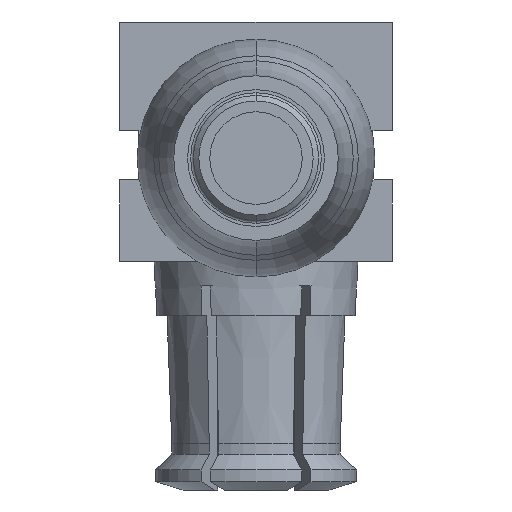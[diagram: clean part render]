
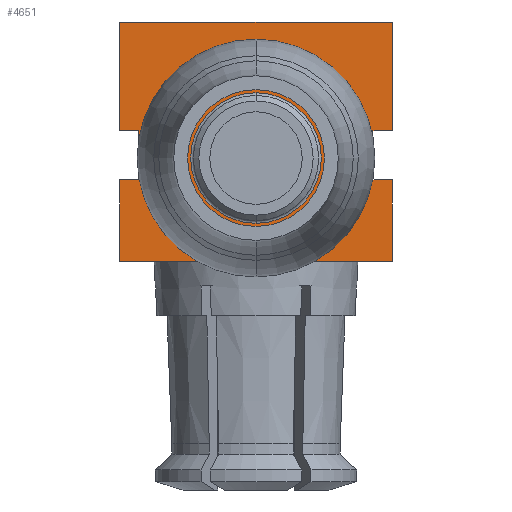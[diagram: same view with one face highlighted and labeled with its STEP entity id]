
A CAD part, front view. The second image highlights one B-rep face of the part: STEP entity #4651.
In plain terms, the highlighted planar face has unit normal (0, -1, 0).
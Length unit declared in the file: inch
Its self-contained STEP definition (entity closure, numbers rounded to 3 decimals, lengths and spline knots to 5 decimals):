
#10 = CARTESIAN_POINT ( 'NONE',  ( 0.08465, -0.09843, 0.01969 ) ) ;
#63 = EDGE_CURVE ( 'NONE', #1516, #3844, #2203, .T. ) ;
#123 = CARTESIAN_POINT ( 'NONE',  ( 0.08465, -0.09843, 0.01969 ) ) ;
#167 = VECTOR ( 'NONE', #3095, 39.37008 ) ;
#170 = ORIENTED_EDGE ( 'NONE', *, *, #1300, .F. ) ;
#194 = ORIENTED_EDGE ( 'NONE', *, *, #63, .F. ) ;
#222 = AXIS2_PLACEMENT_3D ( 'NONE', #3710, #2165, #4857 ) ;
#267 = VERTEX_POINT ( 'NONE', #2312 ) ;
#269 = VERTEX_POINT ( 'NONE', #1538 ) ;
#312 = EDGE_LOOP ( 'NONE', ( #170, #676, #466, #194, #4135, #3308, #2635, #1940, #2791, #2008, #1014, #1059 ) ) ;
#321 = CARTESIAN_POINT ( 'NONE',  ( 0.09843, -0.09843, -0.0748 ) ) ;
#333 = VECTOR ( 'NONE', #1311, 39.37008 ) ;
#443 = FACE_BOUND ( 'NONE', #3589, .T. ) ;
#466 = ORIENTED_EDGE ( 'NONE', *, *, #1728, .F. ) ;
#472 = AXIS2_PLACEMENT_3D ( 'NONE', #3199, #866, #3588 ) ;
#508 = VERTEX_POINT ( 'NONE', #4416 ) ;
#529 = VECTOR ( 'NONE', #4474, 39.37008 ) ;
#540 = CARTESIAN_POINT ( 'NONE',  ( -0.09843, -0.09843, 0.09843 ) ) ;
#551 = CARTESIAN_POINT ( 'NONE',  ( 0.09843, -0.09843, 0.09843 ) ) ;
#589 = PLANE ( 'NONE',  #222 ) ;
#676 = ORIENTED_EDGE ( 'NONE', *, *, #787, .F. ) ;
#720 = VECTOR ( 'NONE', #4896, 39.37008 ) ;
#748 = VERTEX_POINT ( 'NONE', #1068 ) ;
#775 = CARTESIAN_POINT ( 'NONE',  ( -0.09843, -0.09843, 0.01969 ) ) ;
#783 = CARTESIAN_POINT ( 'NONE',  ( -0.08465, -0.09843, 0.01969 ) ) ;
#785 = CARTESIAN_POINT ( 'NONE',  ( 0.09843, -0.09843, 0.01969 ) ) ;
#787 = EDGE_CURVE ( 'NONE', #4150, #267, #1324, .T. ) ;
#839 = VECTOR ( 'NONE', #2304, 39.37008 ) ;
#866 = DIRECTION ( 'NONE',  ( 0., 1., 0. ) ) ;
#910 = CARTESIAN_POINT ( 'NONE',  ( -0.08465, -0.09843, -0.01575 ) ) ;
#1014 = ORIENTED_EDGE ( 'NONE', *, *, #2393, .F. ) ;
#1023 = EDGE_CURVE ( 'NONE', #3792, #1516, #3399, .T. ) ;
#1045 = EDGE_CURVE ( 'NONE', #2665, #748, #4421, .T. ) ;
#1059 = ORIENTED_EDGE ( 'NONE', *, *, #2201, .F. ) ;
#1063 = VERTEX_POINT ( 'NONE', #4040 ) ;
#1068 = CARTESIAN_POINT ( 'NONE',  ( 0., -0.09843, 0.04724 ) ) ;
#1136 = EDGE_CURVE ( 'NONE', #269, #2842, #4713, .T. ) ;
#1300 = EDGE_CURVE ( 'NONE', #267, #508, #4282, .T. ) ;
#1311 = DIRECTION ( 'NONE',  ( 1., 0., 0. ) ) ;
#1324 = LINE ( 'NONE', #321, #839 ) ;
#1367 = CARTESIAN_POINT ( 'NONE',  ( 0., -0.09843, 0. ) ) ;
#1400 = DIRECTION ( 'NONE',  ( 0., 1., 0. ) ) ;
#1401 = EDGE_CURVE ( 'NONE', #2842, #3660, #1566, .T. ) ;
#1442 = VECTOR ( 'NONE', #4087, 39.37008 ) ;
#1508 = CARTESIAN_POINT ( 'NONE',  ( -0.09843, -0.09843, 0.01969 ) ) ;
#1516 = VERTEX_POINT ( 'NONE', #2790 ) ;
#1538 = CARTESIAN_POINT ( 'NONE',  ( -0.08465, -0.09843, 0.01969 ) ) ;
#1566 = LINE ( 'NONE', #1508, #1996 ) ;
#1721 = CARTESIAN_POINT ( 'NONE',  ( -0.09843, -0.09843, 0.01969 ) ) ;
#1728 = EDGE_CURVE ( 'NONE', #3844, #4150, #2066, .T. ) ;
#1896 = EDGE_CURVE ( 'NONE', #4898, #1063, #2548, .T. ) ;
#1940 = ORIENTED_EDGE ( 'NONE', *, *, #3980, .F. ) ;
#1996 = VECTOR ( 'NONE', #4194, 39.37008 ) ;
#2008 = ORIENTED_EDGE ( 'NONE', *, *, #1136, .F. ) ;
#2066 = LINE ( 'NONE', #3298, #529 ) ;
#2165 = DIRECTION ( 'NONE',  ( 0., 1., 0. ) ) ;
#2201 = EDGE_CURVE ( 'NONE', #508, #4716, #4333, .T. ) ;
#2203 = LINE ( 'NONE', #4502, #720 ) ;
#2224 = DIRECTION ( 'NONE',  ( -1., 0., 0. ) ) ;
#2251 = CARTESIAN_POINT ( 'NONE',  ( -0.09843, -0.09843, -0.09843 ) ) ;
#2253 = CARTESIAN_POINT ( 'NONE',  ( 0.09843, -0.09843, 0.01969 ) ) ;
#2304 = DIRECTION ( 'NONE',  ( -1., 0., 0. ) ) ;
#2312 = CARTESIAN_POINT ( 'NONE',  ( -0.09843, -0.09843, -0.0748 ) ) ;
#2332 = CARTESIAN_POINT ( 'NONE',  ( 0.09843, -0.09843, -0.01575 ) ) ;
#2366 = VECTOR ( 'NONE', #3964, 39.37008 ) ;
#2393 = EDGE_CURVE ( 'NONE', #4716, #269, #3626, .T. ) ;
#2548 = LINE ( 'NONE', #785, #4277 ) ;
#2635 = ORIENTED_EDGE ( 'NONE', *, *, #1896, .F. ) ;
#2665 = VERTEX_POINT ( 'NONE', #2896 ) ;
#2732 = DIRECTION ( 'NONE',  ( 0., 0., -1. ) ) ;
#2790 = CARTESIAN_POINT ( 'NONE',  ( 0.08465, -0.09843, -0.01575 ) ) ;
#2791 = ORIENTED_EDGE ( 'NONE', *, *, #1401, .F. ) ;
#2842 = VERTEX_POINT ( 'NONE', #775 ) ;
#2896 = CARTESIAN_POINT ( 'NONE',  ( 0., -0.09843, -0.04724 ) ) ;
#2963 = CARTESIAN_POINT ( 'NONE',  ( 0.09843, -0.09843, -0.0748 ) ) ;
#3015 = VECTOR ( 'NONE', #4672, 39.37008 ) ;
#3095 = DIRECTION ( 'NONE',  ( 0., 0., 1. ) ) ;
#3199 = CARTESIAN_POINT ( 'NONE',  ( 0., -0.09843, 0. ) ) ;
#3249 = ORIENTED_EDGE ( 'NONE', *, *, #4609, .T. ) ;
#3298 = CARTESIAN_POINT ( 'NONE',  ( 0.09843, -0.09843, -0.09843 ) ) ;
#3308 = ORIENTED_EDGE ( 'NONE', *, *, #3690, .F. ) ;
#3382 = LINE ( 'NONE', #2253, #4825 ) ;
#3399 = LINE ( 'NONE', #123, #2366 ) ;
#3544 = CARTESIAN_POINT ( 'NONE',  ( -0.08465, -0.09843, -0.01575 ) ) ;
#3588 = DIRECTION ( 'NONE',  ( 0., 0., 1. ) ) ;
#3589 = EDGE_LOOP ( 'NONE', ( #3249, #3919 ) ) ;
#3626 = LINE ( 'NONE', #783, #3015 ) ;
#3660 = VERTEX_POINT ( 'NONE', #4509 ) ;
#3677 = CIRCLE ( 'NONE', #4564, 0.04724 ) ;
#3690 = EDGE_CURVE ( 'NONE', #1063, #3792, #3382, .T. ) ;
#3710 = CARTESIAN_POINT ( 'NONE',  ( -0.09843, -0.09843, 0.01969 ) ) ;
#3792 = VERTEX_POINT ( 'NONE', #10 ) ;
#3844 = VERTEX_POINT ( 'NONE', #2332 ) ;
#3919 = ORIENTED_EDGE ( 'NONE', *, *, #1045, .T. ) ;
#3964 = DIRECTION ( 'NONE',  ( 0., 0., -1. ) ) ;
#3980 = EDGE_CURVE ( 'NONE', #3660, #4898, #4095, .T. ) ;
#4040 = CARTESIAN_POINT ( 'NONE',  ( 0.09843, -0.09843, 0.01969 ) ) ;
#4087 = DIRECTION ( 'NONE',  ( -1., 0., 0. ) ) ;
#4095 = LINE ( 'NONE', #540, #4513 ) ;
#4116 = DIRECTION ( 'NONE',  ( 0., 0., 1. ) ) ;
#4135 = ORIENTED_EDGE ( 'NONE', *, *, #1023, .F. ) ;
#4150 = VERTEX_POINT ( 'NONE', #2963 ) ;
#4194 = DIRECTION ( 'NONE',  ( 0., 0., 1. ) ) ;
#4277 = VECTOR ( 'NONE', #2732, 39.37008 ) ;
#4282 = LINE ( 'NONE', #2251, #167 ) ;
#4333 = LINE ( 'NONE', #910, #333 ) ;
#4386 = DIRECTION ( 'NONE',  ( 1., 0., 0. ) ) ;
#4416 = CARTESIAN_POINT ( 'NONE',  ( -0.09843, -0.09843, -0.01575 ) ) ;
#4421 = CIRCLE ( 'NONE', #472, 0.04724 ) ;
#4474 = DIRECTION ( 'NONE',  ( 0., 0., -1. ) ) ;
#4502 = CARTESIAN_POINT ( 'NONE',  ( 0.08465, -0.09843, -0.01575 ) ) ;
#4509 = CARTESIAN_POINT ( 'NONE',  ( -0.09843, -0.09843, 0.09843 ) ) ;
#4513 = VECTOR ( 'NONE', #4386, 39.37008 ) ;
#4564 = AXIS2_PLACEMENT_3D ( 'NONE', #1367, #1400, #4116 ) ;
#4609 = EDGE_CURVE ( 'NONE', #748, #2665, #3677, .T. ) ;
#4651 = ADVANCED_FACE ( 'NONE', ( #443, #4873 ), #589, .F. ) ;
#4672 = DIRECTION ( 'NONE',  ( 0., 0., 1. ) ) ;
#4713 = LINE ( 'NONE', #1721, #1442 ) ;
#4716 = VERTEX_POINT ( 'NONE', #3544 ) ;
#4825 = VECTOR ( 'NONE', #2224, 39.37008 ) ;
#4857 = DIRECTION ( 'NONE',  ( 0., 0., 1. ) ) ;
#4873 = FACE_OUTER_BOUND ( 'NONE', #312, .T. ) ;
#4896 = DIRECTION ( 'NONE',  ( 1., 0., 0. ) ) ;
#4898 = VERTEX_POINT ( 'NONE', #551 ) ;
